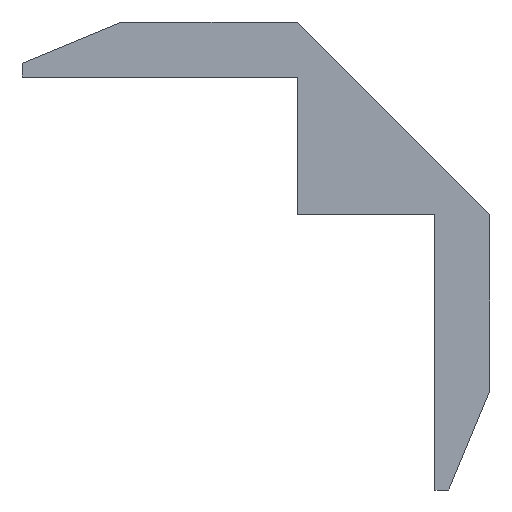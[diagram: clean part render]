
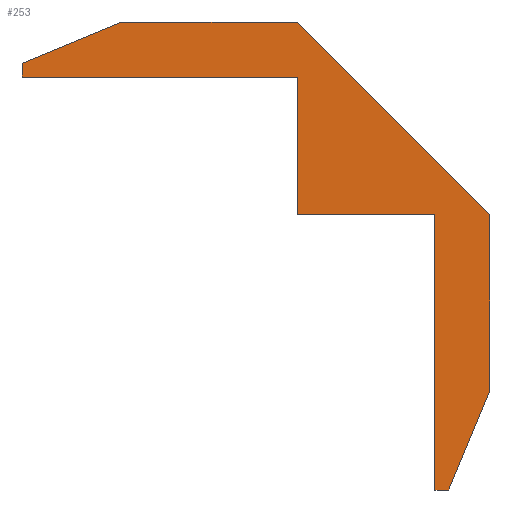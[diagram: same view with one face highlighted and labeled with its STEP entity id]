
A CAD part, front view. The second image highlights one B-rep face of the part: STEP entity #253.
In plain terms, the highlighted planar face has unit normal (0, -1, 0).
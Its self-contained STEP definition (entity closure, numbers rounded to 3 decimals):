
#27=FACE_OUTER_BOUND('',#40,.T.);
#40=EDGE_LOOP('',(#217,#218,#219,#220,#221,#222,#223,#224,#225,#226,#227));
#52=LINE('',#369,#85);
#55=LINE('',#374,#88);
#57=LINE('',#378,#90);
#59=LINE('',#382,#92);
#61=LINE('',#386,#94);
#63=LINE('',#390,#96);
#65=LINE('',#394,#98);
#67=LINE('',#398,#100);
#69=LINE('',#402,#102);
#71=LINE('',#406,#104);
#73=LINE('',#409,#106);
#85=VECTOR('',#298,10.);
#88=VECTOR('',#303,10.);
#90=VECTOR('',#307,10.);
#92=VECTOR('',#311,10.);
#94=VECTOR('',#315,10.);
#96=VECTOR('',#319,10.);
#98=VECTOR('',#323,10.);
#100=VECTOR('',#327,10.);
#102=VECTOR('',#331,10.);
#104=VECTOR('',#335,10.);
#106=VECTOR('',#339,10.);
#118=VERTEX_POINT('',#367);
#119=VERTEX_POINT('',#368);
#120=VERTEX_POINT('',#373);
#121=VERTEX_POINT('',#377);
#122=VERTEX_POINT('',#381);
#123=VERTEX_POINT('',#385);
#124=VERTEX_POINT('',#389);
#125=VERTEX_POINT('',#393);
#126=VERTEX_POINT('',#397);
#127=VERTEX_POINT('',#401);
#128=VERTEX_POINT('',#405);
#140=EDGE_CURVE('',#118,#119,#52,.T.);
#143=EDGE_CURVE('',#119,#120,#55,.T.);
#145=EDGE_CURVE('',#120,#121,#57,.T.);
#147=EDGE_CURVE('',#121,#122,#59,.T.);
#149=EDGE_CURVE('',#122,#123,#61,.T.);
#151=EDGE_CURVE('',#123,#124,#63,.T.);
#153=EDGE_CURVE('',#124,#125,#65,.T.);
#155=EDGE_CURVE('',#125,#126,#67,.T.);
#157=EDGE_CURVE('',#126,#127,#69,.T.);
#159=EDGE_CURVE('',#127,#128,#71,.T.);
#161=EDGE_CURVE('',#128,#118,#73,.T.);
#217=ORIENTED_EDGE('',*,*,#151,.T.);
#218=ORIENTED_EDGE('',*,*,#153,.T.);
#219=ORIENTED_EDGE('',*,*,#155,.T.);
#220=ORIENTED_EDGE('',*,*,#157,.T.);
#221=ORIENTED_EDGE('',*,*,#159,.T.);
#222=ORIENTED_EDGE('',*,*,#161,.T.);
#223=ORIENTED_EDGE('',*,*,#140,.T.);
#224=ORIENTED_EDGE('',*,*,#143,.T.);
#225=ORIENTED_EDGE('',*,*,#145,.T.);
#226=ORIENTED_EDGE('',*,*,#147,.T.);
#227=ORIENTED_EDGE('',*,*,#149,.T.);
#240=PLANE('',#280);
#253=ADVANCED_FACE('',(#27),#240,.T.);
#280=AXIS2_PLACEMENT_3D('',#410,#340,#341);
#298=DIRECTION('',(0.,0.,-1.));
#303=DIRECTION('',(1.,0.,0.));
#307=DIRECTION('',(0.,0.,-1.));
#311=DIRECTION('',(1.,0.,0.));
#315=DIRECTION('',(0.,0.,-1.));
#319=DIRECTION('',(1.,0.,0.));
#323=DIRECTION('',(0.383,0.,0.924));
#327=DIRECTION('',(0.,0.,1.));
#331=DIRECTION('',(-0.707,0.,0.707));
#335=DIRECTION('',(-1.,0.,0.));
#339=DIRECTION('',(-0.924,0.,-0.383));
#340=DIRECTION('center_axis',(0.,-1.,0.));
#341=DIRECTION('ref_axis',(0.,0.,-1.));
#367=CARTESIAN_POINT('',(8.836,95.472,36.434));
#368=CARTESIAN_POINT('',(8.836,95.472,35.934));
#369=CARTESIAN_POINT('',(8.836,95.472,32.684));
#373=CARTESIAN_POINT('',(18.836,95.472,35.934));
#374=CARTESIAN_POINT('',(18.086,95.472,35.934));
#377=CARTESIAN_POINT('',(18.836,95.472,30.934));
#378=CARTESIAN_POINT('',(18.836,95.472,30.184));
#381=CARTESIAN_POINT('',(23.836,95.472,30.934));
#382=CARTESIAN_POINT('',(20.586,95.472,30.934));
#385=CARTESIAN_POINT('',(23.836,95.472,20.934));
#386=CARTESIAN_POINT('',(23.836,95.472,25.184));
#389=CARTESIAN_POINT('',(24.336,95.472,20.934));
#390=CARTESIAN_POINT('',(20.836,95.472,20.934));
#393=CARTESIAN_POINT('',(25.836,95.472,24.556));
#394=CARTESIAN_POINT('',(26.076,95.472,25.135));
#397=CARTESIAN_POINT('',(25.836,95.472,30.934));
#398=CARTESIAN_POINT('',(25.836,95.472,30.184));
#401=CARTESIAN_POINT('',(18.836,95.472,37.934));
#402=CARTESIAN_POINT('',(20.586,95.472,36.184));
#405=CARTESIAN_POINT('',(12.458,95.472,37.934));
#406=CARTESIAN_POINT('',(14.897,95.472,37.934));
#409=CARTESIAN_POINT('',(11.227,95.472,37.424));
#410=CARTESIAN_POINT('Origin',(17.336,95.472,29.434));
